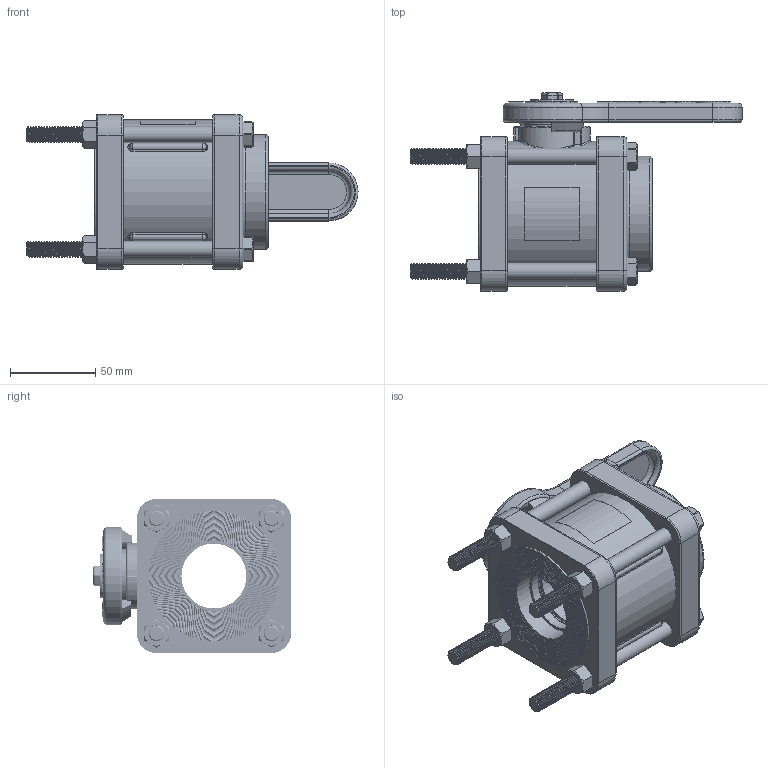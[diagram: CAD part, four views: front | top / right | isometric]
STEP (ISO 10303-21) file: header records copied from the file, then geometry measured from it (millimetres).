
FILE_DESCRIPTION(/* description */ ('3/8" HEX NUT'),/* implementation_level */ '2;1');
FILE_NAME(/* name */ 'V200KRF.stp',/* time_stamp */ '2015-02-05T10:12:36-05:00',/* author */ ('MJC'),/* organization */ (''),/* preprocessor_version */ 'ST-DEVELOPER v15.6',/* originating_system */ 'Autodesk Inventor 2015',/* authorisation */ '');
FILE_SCHEMA (('AUTOMOTIVE_DESIGN { 1 0 10303 214 3 1 1 }'));
Length unit declared in the file: inch
Products named in the file (25): V20019; V20020; V20021; V20060F; V20151; V20060; V20151M; V20153SH; V20159; V20163; V20254; VL1001-D3.340; V20255AX; V20255AM; V20255A; V20258F; V20264; V30018; V20256FX; V20256F; VX20167; V20167FY; V20167KRF; V200KRF
Assembly tree (32 placements, depth 4):
  V200KRF
    V20019  x4
    V20020
    V20021
    V20060F
    V20151M
      V20151
      V20060
    V20153SH
    V20159
    V20163
    V20254
      V20254
      VL1001-D3.340
    V20255A
      V20255AM
        V20255AX
    V20258F  x2
    V20264  x2
    V30018  x4
    V20256F
      V20256FX
    V20167KRF
      V20167FY
        VX20167
Bounding box: 194.31 x 116.1 x 90.42 mm (x, y, z)
Volume: 552696.2 mm3; surface area: 191610.6 mm2
Topology: 26 solids, 26 shells, 1557 faces, 3768 edges, 2340 vertices
Faces by surface type: plane 615, cylinder 467, cone 190, bspline 156, torus 122, sphere 7
Full cylindrical faces by diameter (mm): 4.978 x1, 7.144 x1, 7.633 x120, 8.915 x4, 9.525 x8, 10.312 x8, 19.05 x1, 19.075 x1, 19.304 x2, 23.495 x2, 23.812 x1, 24.13 x1, 25.4 x2, 31.75 x1, 31.877 x1, 32.512 x1, 38.1 x5, 39.776 x2, 41.046 x2, 41.275 x1, 44.856 x2, 65.024 x4, 67.31 x1, 76.2 x1, 79.502 x2, 81.026 x2, 84.836 x1
Entity records: 40727 total; most frequent: CARTESIAN_POINT 14253, ORIENTED_EDGE 5302, DIRECTION 5168, EDGE_CURVE 2631, AXIS2_PLACEMENT_3D 1820, VERTEX_POINT 1733, LINE 1528, VECTOR 1528
